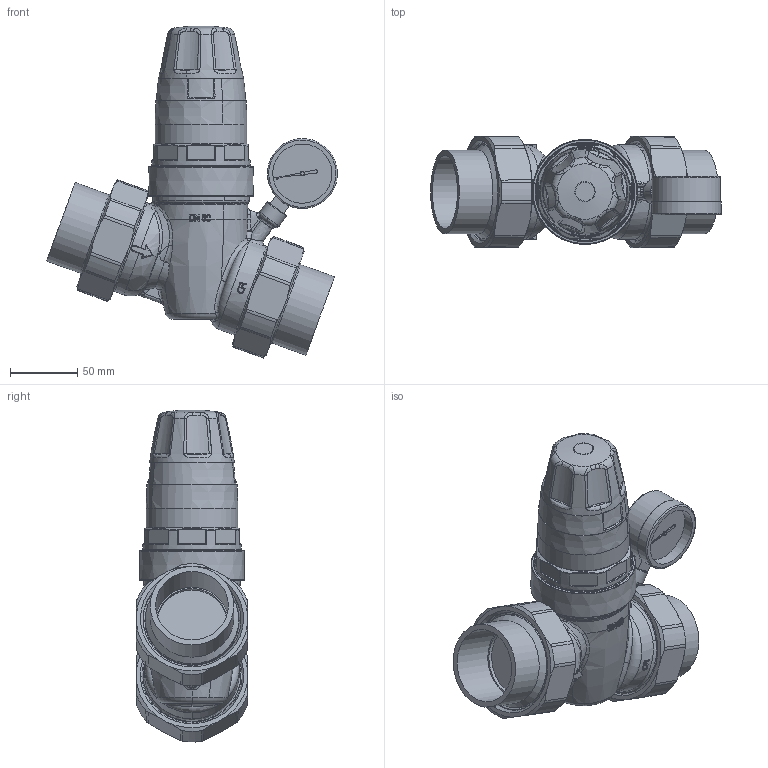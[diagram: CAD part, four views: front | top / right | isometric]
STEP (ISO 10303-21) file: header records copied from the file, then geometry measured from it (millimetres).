
FILE_DESCRIPTION(/* description */ (''),/* implementation_level */ '2;1');
FILE_NAME(/* name */ '535991HA_Simplify_1.stp',/* time_stamp */ '2025-08-26T15:44:29-05:00',/* author */ ('ischreiner'),/* organization */ (''),/* preprocessor_version */ 'ST-DEVELOPER v20',/* originating_system */ 'Autodesk Inventor 2025',/* authorisation */ '');
FILE_SCHEMA (('AUTOMOTIVE_DESIGN { 1 0 10303 214 3 1 1 }'));
Length unit declared in the file: inch
Products named in the file (1): 535991HA_Simplify_1
Bounding box: 215.95 x 82.86 x 246.67 mm (x, y, z)
Volume: 1216694.3 mm3; surface area: 154544.2 mm2
Topology: 8 solids, 8 shells, 936 faces, 2384 edges, 1496 vertices
Faces by surface type: bspline 379, plane 191, cylinder 187, torus 81, cone 75, sphere 23
Full cylindrical faces by diameter (mm): 1.089 x2, 2.723 x1, 3.81 x1, 5.3 x2, 7.95 x1, 10.16 x1, 13 x1, 14 x1, 44 x1, 51 x1, 52 x1, 52.07 x2, 54.102 x2, 62 x2, 68 x1, 69.6 x2, 72.6 x2, 72.8 x4, 73 x1, 74.9 x2, 76 x2
Entity records: 55821 total; most frequent: CARTESIAN_POINT 34878, ORIENTED_EDGE 4762, DIRECTION 3187, EDGE_CURVE 2381, VERTEX_POINT 1501, AXIS2_PLACEMENT_3D 1294, B_SPLINE_CURVE_WITH_KNOTS 996, EDGE_LOOP 984
